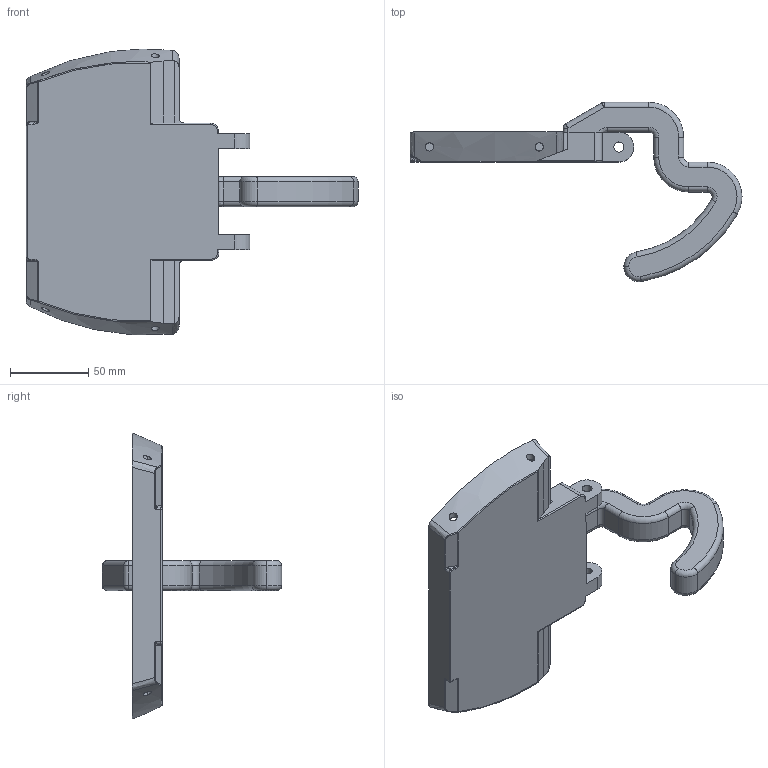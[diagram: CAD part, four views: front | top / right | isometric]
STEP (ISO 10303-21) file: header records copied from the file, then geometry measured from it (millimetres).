
FILE_DESCRIPTION (( 'STEP AP214' ), '1' );
FILE_NAME ('poptop pusher.STEP', '2025-05-02T14:10:27', ( 'Brian Williams' ), ( 'Home' ), 'SwSTEP 2.0', 'SolidWorks 2003240', '' );
FILE_SCHEMA (( 'AUTOMOTIVE_DESIGN' ));
Length unit declared in the file: inch
Products named in the file (1): poptop pusher
Bounding box: 211.52 x 114.3 x 182.2 mm (x, y, z)
Volume: 198375.3 mm3; surface area: 85633.5 mm2
Topology: 1 solids, 1 shells, 339 faces, 824 edges, 455 vertices
Faces by surface type: cylinder 142, plane 73, bspline 52, sphere 48, torus 24
Entity records: 24351 total; most frequent: CARTESIAN_POINT 16879, ORIENTED_EDGE 1568, DIRECTION 1528, EDGE_CURVE 784, AXIS2_PLACEMENT_3D 594, VERTEX_POINT 455, EDGE_LOOP 359, VECTOR 340
